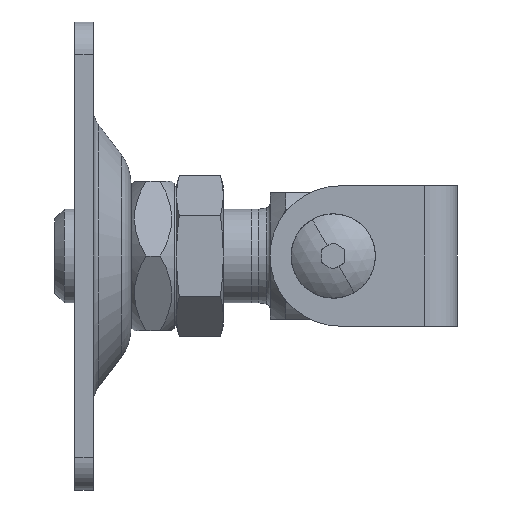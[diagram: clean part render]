
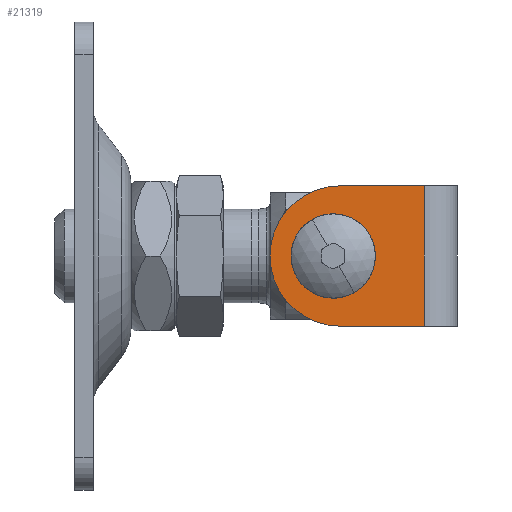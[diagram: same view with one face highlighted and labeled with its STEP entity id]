
A CAD part, front view. The second image highlights one B-rep face of the part: STEP entity #21319.
In plain terms, the highlighted face is planar.
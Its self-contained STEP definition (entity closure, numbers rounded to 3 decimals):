
#277 = DIRECTION ( 'NONE',  ( 0., 0., 1. ) ) ;
#301 = VECTOR ( 'NONE', #505, 1000. ) ;
#505 = DIRECTION ( 'NONE',  ( 0., 0., -1. ) ) ;
#762 = AXIS2_PLACEMENT_3D ( 'NONE', #2643, #9806, #11823 ) ;
#1602 = LINE ( 'NONE', #11077, #9688 ) ;
#1993 = DIRECTION ( 'NONE',  ( -1., 0., 0. ) ) ;
#2054 = LINE ( 'NONE', #11528, #6821 ) ;
#2529 = ORIENTED_EDGE ( 'NONE', *, *, #20994, .F. ) ;
#2643 = CARTESIAN_POINT ( 'NONE',  ( -21.5, 0., 26.5 ) ) ;
#3256 = DIRECTION ( 'NONE',  ( 0., 0., -1. ) ) ;
#3437 = CIRCLE ( 'NONE', #4903, 15. ) ;
#3523 = EDGE_CURVE ( 'NONE', #20880, #24497, #19629, .T. ) ;
#3802 = EDGE_CURVE ( 'NONE', #24497, #20880, #12172, .T. ) ;
#4609 = CARTESIAN_POINT ( 'NONE',  ( -21.5, 0., 25. ) ) ;
#4668 = ORIENTED_EDGE ( 'NONE', *, *, #19567, .T. ) ;
#4903 = AXIS2_PLACEMENT_3D ( 'NONE', #23892, #7397, #9114 ) ;
#4955 = CARTESIAN_POINT ( 'NONE',  ( -21.5, -15., 7. ) ) ;
#5024 = CIRCLE ( 'NONE', #23407, 15. ) ;
#5137 = CARTESIAN_POINT ( 'NONE',  ( -21.5, -15., 25. ) ) ;
#5612 = EDGE_LOOP ( 'NONE', ( #12039, #16686, #4668, #13636, #2529 ) ) ;
#5642 = EDGE_CURVE ( 'NONE', #5911, #29698, #3437, .T. ) ;
#5911 = VERTEX_POINT ( 'NONE', #21606 ) ;
#6821 = VECTOR ( 'NONE', #3256, 1000. ) ;
#7092 = CARTESIAN_POINT ( 'NONE',  ( -21.5, 15., 7. ) ) ;
#7365 = CARTESIAN_POINT ( 'NONE',  ( -21.5, 0., 33.5 ) ) ;
#7397 = DIRECTION ( 'NONE',  ( -1., 0., 0. ) ) ;
#8116 = CARTESIAN_POINT ( 'NONE',  ( -21.5, 15., 40. ) ) ;
#9114 = DIRECTION ( 'NONE',  ( 0., 0., 1. ) ) ;
#9688 = VECTOR ( 'NONE', #11382, 1000. ) ;
#9806 = DIRECTION ( 'NONE',  ( 1., 0., 0. ) ) ;
#10894 = EDGE_LOOP ( 'NONE', ( #13091, #12565 ) ) ;
#11077 = CARTESIAN_POINT ( 'NONE',  ( -21.5, 15., 7. ) ) ;
#11382 = DIRECTION ( 'NONE',  ( 0., -1., 0. ) ) ;
#11528 = CARTESIAN_POINT ( 'NONE',  ( -21.5, -15., 40. ) ) ;
#11823 = DIRECTION ( 'NONE',  ( 0., 0., 1. ) ) ;
#12039 = ORIENTED_EDGE ( 'NONE', *, *, #27709, .T. ) ;
#12172 = CIRCLE ( 'NONE', #27097, 7. ) ;
#12565 = ORIENTED_EDGE ( 'NONE', *, *, #3802, .T. ) ;
#12934 = VERTEX_POINT ( 'NONE', #7092 ) ;
#13091 = ORIENTED_EDGE ( 'NONE', *, *, #3523, .T. ) ;
#13102 = CARTESIAN_POINT ( 'NONE',  ( -21.5, 15., 25. ) ) ;
#13528 = EDGE_CURVE ( 'NONE', #12934, #27414, #1602, .T. ) ;
#13636 = ORIENTED_EDGE ( 'NONE', *, *, #13528, .T. ) ;
#13815 = FACE_BOUND ( 'NONE', #10894, .T. ) ;
#13953 = DIRECTION ( 'NONE',  ( -1., 0., 0. ) ) ;
#14099 = DIRECTION ( 'NONE',  ( 0., 0., 1. ) ) ;
#15089 = DIRECTION ( 'NONE',  ( 1., 0., 0. ) ) ;
#15556 = DIRECTION ( 'NONE',  ( 0., 0., 1. ) ) ;
#16680 = LINE ( 'NONE', #8116, #301 ) ;
#16686 = ORIENTED_EDGE ( 'NONE', *, *, #5642, .T. ) ;
#19214 = CARTESIAN_POINT ( 'NONE',  ( -21.5, 0., 19.5 ) ) ;
#19567 = EDGE_CURVE ( 'NONE', #29698, #12934, #16680, .T. ) ;
#19629 = CIRCLE ( 'NONE', #762, 7. ) ;
#20880 = VERTEX_POINT ( 'NONE', #19214 ) ;
#20970 = FACE_OUTER_BOUND ( 'NONE', #5612, .T. ) ;
#20994 = EDGE_CURVE ( 'NONE', #27008, #27414, #2054, .T. ) ;
#21319 = ADVANCED_FACE ( 'NONE', ( #20970, #13815 ), #28428, .T. ) ;
#21606 = CARTESIAN_POINT ( 'NONE',  ( -21.5, 0., 40. ) ) ;
#23407 = AXIS2_PLACEMENT_3D ( 'NONE', #4609, #13953, #14099 ) ;
#23892 = CARTESIAN_POINT ( 'NONE',  ( -21.5, 0., 25. ) ) ;
#24497 = VERTEX_POINT ( 'NONE', #7365 ) ;
#26911 = CARTESIAN_POINT ( 'NONE',  ( -21.5, 0., 26.5 ) ) ;
#27008 = VERTEX_POINT ( 'NONE', #5137 ) ;
#27097 = AXIS2_PLACEMENT_3D ( 'NONE', #26911, #15089, #15556 ) ;
#27414 = VERTEX_POINT ( 'NONE', #4955 ) ;
#27709 = EDGE_CURVE ( 'NONE', #27008, #5911, #5024, .T. ) ;
#27718 = AXIS2_PLACEMENT_3D ( 'NONE', #28735, #1993, #277 ) ;
#28428 = PLANE ( 'NONE',  #27718 ) ;
#28735 = CARTESIAN_POINT ( 'NONE',  ( -21.5, 15., 40. ) ) ;
#29698 = VERTEX_POINT ( 'NONE', #13102 ) ;
